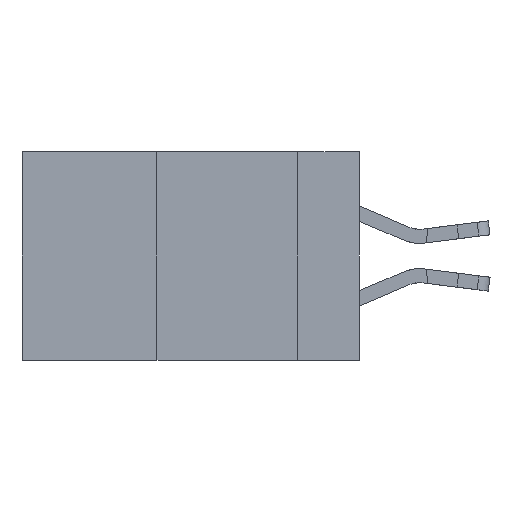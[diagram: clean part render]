
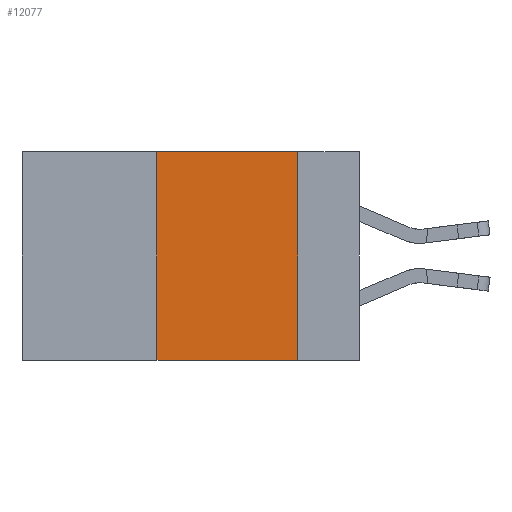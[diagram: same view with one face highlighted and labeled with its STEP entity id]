
A CAD part, left-side view. The second image highlights one B-rep face of the part: STEP entity #12077.
In plain terms, the highlighted planar face has unit normal (-1, 0, 0).
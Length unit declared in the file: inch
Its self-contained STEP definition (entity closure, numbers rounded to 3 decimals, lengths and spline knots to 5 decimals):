
#35 = ORIENTED_EDGE ( 'NONE', *, *, #14090, .F. ) ;
#181 = ORIENTED_EDGE ( 'NONE', *, *, #19060, .T. ) ;
#222 = LINE ( 'NONE', #16341, #20136 ) ;
#280 = VERTEX_POINT ( 'NONE', #9982 ) ;
#1400 = LINE ( 'NONE', #19248, #24947 ) ;
#4549 = VERTEX_POINT ( 'NONE', #22669 ) ;
#4611 = DIRECTION ( 'NONE',  ( 0., 0., -1. ) ) ;
#4768 = CARTESIAN_POINT ( 'NONE',  ( 0., 0.6, 0. ) ) ;
#5939 = EDGE_CURVE ( 'NONE', #19651, #280, #10611, .T. ) ;
#7567 = VECTOR ( 'NONE', #21608, 39.37008 ) ;
#8572 = DIRECTION ( 'NONE',  ( 0., -1., 0. ) ) ;
#9433 = DIRECTION ( 'NONE',  ( 0., -1., 0. ) ) ;
#9982 = CARTESIAN_POINT ( 'NONE',  ( 0., 0.36, 0. ) ) ;
#10611 = LINE ( 'NONE', #17830, #7567 ) ;
#10674 = CARTESIAN_POINT ( 'NONE',  ( 0., 0.36, -0.37 ) ) ;
#11105 = EDGE_LOOP ( 'NONE', ( #35, #21822, #19850, #181 ) ) ;
#11407 = VECTOR ( 'NONE', #14073, 39.37008 ) ;
#12077 = ADVANCED_FACE ( 'NONE', ( #15430 ), #20326, .F. ) ;
#14073 = DIRECTION ( 'NONE',  ( 0., 0., -1. ) ) ;
#14090 = EDGE_CURVE ( 'NONE', #4549, #14217, #14465, .T. ) ;
#14217 = VERTEX_POINT ( 'NONE', #19620 ) ;
#14465 = LINE ( 'NONE', #16207, #11407 ) ;
#14532 = DIRECTION ( 'NONE',  ( 1., 0., 0. ) ) ;
#15054 = EDGE_CURVE ( 'NONE', #280, #4549, #1400, .T. ) ;
#15430 = FACE_OUTER_BOUND ( 'NONE', #11105, .T. ) ;
#16207 = CARTESIAN_POINT ( 'NONE',  ( 0., 0.11, 0. ) ) ;
#16341 = CARTESIAN_POINT ( 'NONE',  ( 0., 0.6, -0.37 ) ) ;
#17830 = CARTESIAN_POINT ( 'NONE',  ( 0., 0.36, 0. ) ) ;
#18914 = AXIS2_PLACEMENT_3D ( 'NONE', #4768, #14532, #4611 ) ;
#19060 = EDGE_CURVE ( 'NONE', #19651, #14217, #222, .T. ) ;
#19248 = CARTESIAN_POINT ( 'NONE',  ( 0., 0.6, 0. ) ) ;
#19620 = CARTESIAN_POINT ( 'NONE',  ( 0., 0.11, -0.37 ) ) ;
#19651 = VERTEX_POINT ( 'NONE', #10674 ) ;
#19850 = ORIENTED_EDGE ( 'NONE', *, *, #5939, .F. ) ;
#20136 = VECTOR ( 'NONE', #8572, 39.37008 ) ;
#20326 = PLANE ( 'NONE',  #18914 ) ;
#21608 = DIRECTION ( 'NONE',  ( 0., 0., 1. ) ) ;
#21822 = ORIENTED_EDGE ( 'NONE', *, *, #15054, .F. ) ;
#22669 = CARTESIAN_POINT ( 'NONE',  ( 0., 0.11, 0. ) ) ;
#24947 = VECTOR ( 'NONE', #9433, 39.37008 ) ;
